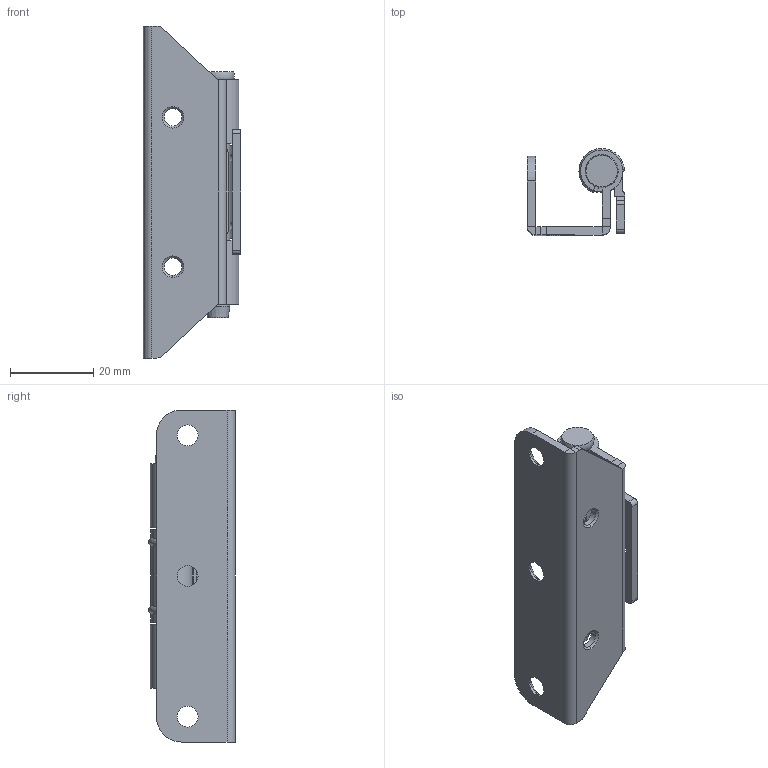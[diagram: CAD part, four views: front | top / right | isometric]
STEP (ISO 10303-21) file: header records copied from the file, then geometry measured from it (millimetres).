
FILE_DESCRIPTION (( 'STEP AP203' ), '1' );
FILE_NAME ('MG15.2.1.V2.1.STEP', '2022-02-17T08:52:20', ( '' ), ( '' ), 'SwSTEP 2.0', 'SolidWorks 2021', '' );
FILE_SCHEMA (( 'CONFIG_CONTROL_DESIGN' ));
Length unit declared in the file: millimetre
Products named in the file (1): MG15.2.1.V2.1
Bounding box: 23.4 x 20.89 x 80 mm (x, y, z)
Surface area: 10330.5 mm2 (no closed solid volume)
Topology: 0 solids, 4 shells, 116 faces, 386 edges, 271 vertices
Faces by surface type: cylinder 53, plane 41, cone 12, torus 6, bspline 4
Entity records: 4765 total; most frequent: CARTESIAN_POINT 1317, DIRECTION 713, ORIENTED_EDGE 670, EDGE_CURVE 386, VERTEX_POINT 271, AXIS2_PLACEMENT_3D 259, LINE 195, VECTOR 195
